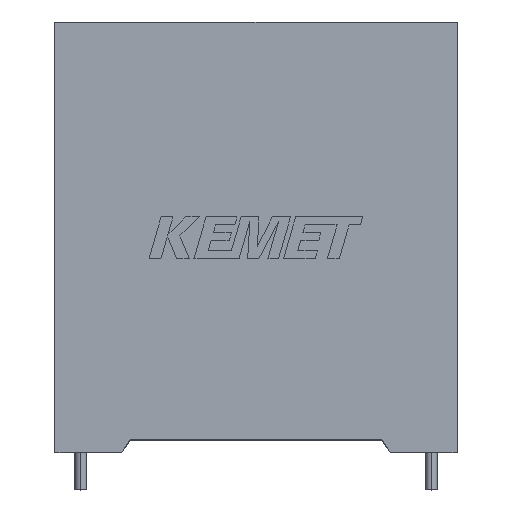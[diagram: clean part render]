
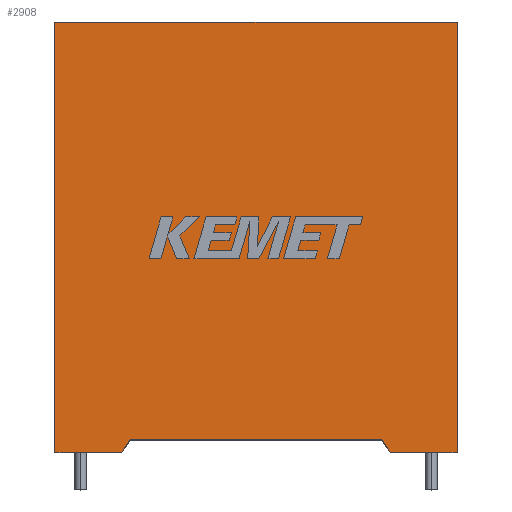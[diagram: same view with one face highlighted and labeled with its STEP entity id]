
A CAD part, top view. The second image highlights one B-rep face of the part: STEP entity #2908.
In plain terms, the highlighted planar face has unit normal (0, 0, 1).
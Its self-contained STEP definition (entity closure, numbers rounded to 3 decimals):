
#27 = CARTESIAN_POINT ( 'NONE',  ( 34.95, 1.352, 31. ) ) ;
#36 = EDGE_CURVE ( 'NONE', #1378, #1877, #2854, .T. ) ;
#61 = EDGE_CURVE ( 'NONE', #1591, #1378, #2098, .T. ) ;
#140 = CARTESIAN_POINT ( 'NONE',  ( 0., 0., 31. ) ) ;
#154 = DIRECTION ( 'NONE',  ( 0., -1., 0. ) ) ;
#203 = DIRECTION ( 'NONE',  ( 0.554, -0.833, 0. ) ) ;
#265 = DIRECTION ( 'NONE',  ( 0., 1., 0. ) ) ;
#274 = VERTEX_POINT ( 'NONE', #1680 ) ;
#320 = CARTESIAN_POINT ( 'NONE',  ( 0., 0., 31. ) ) ;
#350 = EDGE_CURVE ( 'NONE', #1798, #604, #1312, .T. ) ;
#388 = VECTOR ( 'NONE', #3073, 1000. ) ;
#491 = ORIENTED_EDGE ( 'NONE', *, *, #36, .T. ) ;
#494 = CARTESIAN_POINT ( 'NONE',  ( 0., 0., 31. ) ) ;
#515 = VERTEX_POINT ( 'NONE', #27 ) ;
#604 = VERTEX_POINT ( 'NONE', #2044 ) ;
#617 = LINE ( 'NONE', #1752, #1801 ) ;
#634 = VECTOR ( 'NONE', #1506, 1000. ) ;
#735 = ORIENTED_EDGE ( 'NONE', *, *, #2087, .T. ) ;
#950 = CARTESIAN_POINT ( 'NONE',  ( 21.5, 1.352, 31. ) ) ;
#981 = EDGE_CURVE ( 'NONE', #2503, #1798, #617, .T. ) ;
#1022 = EDGE_LOOP ( 'NONE', ( #2685, #3003, #1602, #1338, #735, #2519, #491, #1417 ) ) ;
#1261 = PLANE ( 'NONE',  #3022 ) ;
#1312 = LINE ( 'NONE', #2169, #2551 ) ;
#1338 = ORIENTED_EDGE ( 'NONE', *, *, #350, .T. ) ;
#1378 = VERTEX_POINT ( 'NONE', #320 ) ;
#1393 = DIRECTION ( 'NONE',  ( -1., 0., 0. ) ) ;
#1417 = ORIENTED_EDGE ( 'NONE', *, *, #1483, .F. ) ;
#1468 = VECTOR ( 'NONE', #154, 1000. ) ;
#1483 = EDGE_CURVE ( 'NONE', #274, #1877, #2635, .T. ) ;
#1506 = DIRECTION ( 'NONE',  ( -0.554, -0.833, 0. ) ) ;
#1553 = VECTOR ( 'NONE', #2789, 1000. ) ;
#1555 = VECTOR ( 'NONE', #1393, 1000. ) ;
#1591 = VERTEX_POINT ( 'NONE', #3139 ) ;
#1602 = ORIENTED_EDGE ( 'NONE', *, *, #981, .T. ) ;
#1628 = CARTESIAN_POINT ( 'NONE',  ( 0., 0., 31. ) ) ;
#1680 = CARTESIAN_POINT ( 'NONE',  ( 8.05, 1.352, 31. ) ) ;
#1692 = CARTESIAN_POINT ( 'NONE',  ( 34.95, 1.352, 31. ) ) ;
#1752 = CARTESIAN_POINT ( 'NONE',  ( 0., 0., 31. ) ) ;
#1798 = VERTEX_POINT ( 'NONE', #2019 ) ;
#1801 = VECTOR ( 'NONE', #2219, 1000. ) ;
#1877 = VERTEX_POINT ( 'NONE', #3014 ) ;
#1942 = DIRECTION ( 'NONE',  ( -1., 0., 0. ) ) ;
#2019 = CARTESIAN_POINT ( 'NONE',  ( 43., 0., 31. ) ) ;
#2044 = CARTESIAN_POINT ( 'NONE',  ( 43., 46., 31. ) ) ;
#2087 = EDGE_CURVE ( 'NONE', #604, #1591, #2178, .T. ) ;
#2098 = LINE ( 'NONE', #140, #1468 ) ;
#2125 = CARTESIAN_POINT ( 'NONE',  ( 0., 46., 31. ) ) ;
#2169 = CARTESIAN_POINT ( 'NONE',  ( 43., 0., 31. ) ) ;
#2178 = LINE ( 'NONE', #2125, #1555 ) ;
#2219 = DIRECTION ( 'NONE',  ( 1., 0., 0. ) ) ;
#2224 = EDGE_CURVE ( 'NONE', #515, #274, #2965, .T. ) ;
#2241 = EDGE_CURVE ( 'NONE', #515, #2503, #2812, .T. ) ;
#2319 = VECTOR ( 'NONE', #203, 1000. ) ;
#2351 = CARTESIAN_POINT ( 'NONE',  ( 35.85, 0., 31. ) ) ;
#2503 = VERTEX_POINT ( 'NONE', #2351 ) ;
#2519 = ORIENTED_EDGE ( 'NONE', *, *, #61, .T. ) ;
#2551 = VECTOR ( 'NONE', #265, 1000. ) ;
#2635 = LINE ( 'NONE', #2671, #634 ) ;
#2671 = CARTESIAN_POINT ( 'NONE',  ( 8.05, 1.352, 31. ) ) ;
#2685 = ORIENTED_EDGE ( 'NONE', *, *, #2224, .F. ) ;
#2789 = DIRECTION ( 'NONE',  ( 1., 0., 0. ) ) ;
#2803 = FACE_OUTER_BOUND ( 'NONE', #1022, .T. ) ;
#2812 = LINE ( 'NONE', #1692, #2319 ) ;
#2854 = LINE ( 'NONE', #1628, #1553 ) ;
#2908 = ADVANCED_FACE ( 'NONE', ( #2803 ), #1261, .F. ) ;
#2933 = DIRECTION ( 'NONE',  ( 0., 0., -1. ) ) ;
#2965 = LINE ( 'NONE', #950, #388 ) ;
#3003 = ORIENTED_EDGE ( 'NONE', *, *, #2241, .T. ) ;
#3014 = CARTESIAN_POINT ( 'NONE',  ( 7.15, 0., 31. ) ) ;
#3022 = AXIS2_PLACEMENT_3D ( 'NONE', #494, #2933, #1942 ) ;
#3073 = DIRECTION ( 'NONE',  ( -1., 0., 0. ) ) ;
#3139 = CARTESIAN_POINT ( 'NONE',  ( 0., 46., 31. ) ) ;
